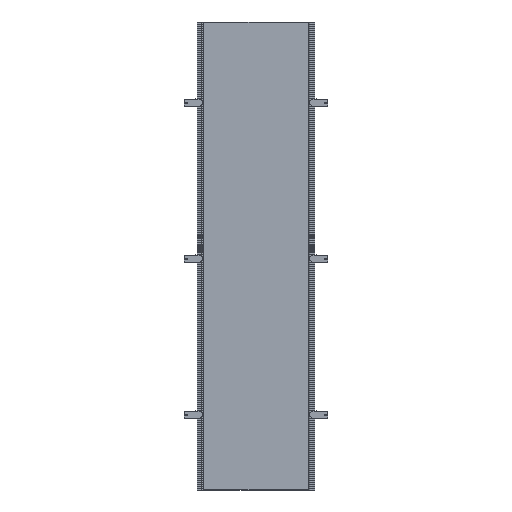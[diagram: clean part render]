
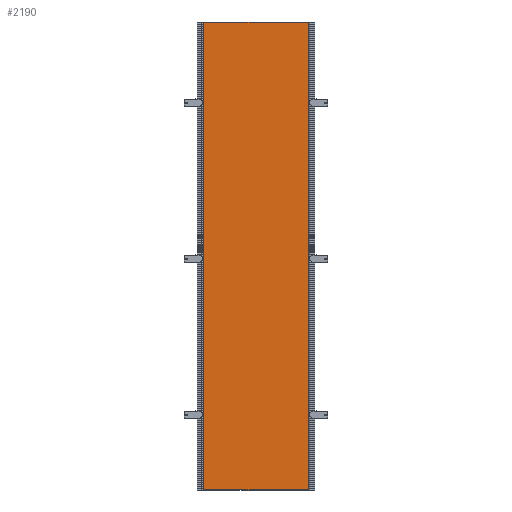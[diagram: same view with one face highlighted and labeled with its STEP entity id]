
A CAD part, front view. The second image highlights one B-rep face of the part: STEP entity #2190.
In plain terms, the highlighted face is planar.
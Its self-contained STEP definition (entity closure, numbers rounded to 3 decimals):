
#229 = DIRECTION ( 'NONE',  ( 1., 0., 0. ) ) ;
#307 = LINE ( 'NONE', #7746, #2326 ) ;
#386 = LINE ( 'NONE', #5002, #8461 ) ;
#498 = CARTESIAN_POINT ( 'NONE',  ( -267.5, 0., 0. ) ) ;
#786 = VERTEX_POINT ( 'NONE', #997 ) ;
#997 = CARTESIAN_POINT ( 'NONE',  ( 267.5, 0., 0. ) ) ;
#1135 = AXIS2_PLACEMENT_3D ( 'NONE', #6286, #6351, #6389 ) ;
#1516 = EDGE_LOOP ( 'NONE', ( #5294, #6035, #3414, #1633 ) ) ;
#1618 = EDGE_CURVE ( 'NONE', #5853, #3687, #307, .T. ) ;
#1633 = ORIENTED_EDGE ( 'NONE', *, *, #1618, .T. ) ;
#1740 = EDGE_CURVE ( 'NONE', #3687, #2961, #386, .T. ) ;
#2190 = ADVANCED_FACE ( 'NONE', ( #3813 ), #6194, .T. ) ;
#2326 = VECTOR ( 'NONE', #8105, 1000. ) ;
#2961 = VERTEX_POINT ( 'NONE', #8236 ) ;
#3099 = LINE ( 'NONE', #7728, #5042 ) ;
#3414 = ORIENTED_EDGE ( 'NONE', *, *, #7230, .F. ) ;
#3687 = VERTEX_POINT ( 'NONE', #8663 ) ;
#3813 = FACE_OUTER_BOUND ( 'NONE', #1516, .T. ) ;
#5002 = CARTESIAN_POINT ( 'NONE',  ( -270.5, 0., -2399. ) ) ;
#5042 = VECTOR ( 'NONE', #7786, 1000. ) ;
#5294 = ORIENTED_EDGE ( 'NONE', *, *, #1740, .T. ) ;
#5810 = LINE ( 'NONE', #7130, #6011 ) ;
#5853 = VERTEX_POINT ( 'NONE', #498 ) ;
#6011 = VECTOR ( 'NONE', #6731, 1000. ) ;
#6035 = ORIENTED_EDGE ( 'NONE', *, *, #7110, .T. ) ;
#6194 = PLANE ( 'NONE',  #1135 ) ;
#6286 = CARTESIAN_POINT ( 'NONE',  ( -270.5, 0., -2399. ) ) ;
#6351 = DIRECTION ( 'NONE',  ( 0., -1., 0. ) ) ;
#6389 = DIRECTION ( 'NONE',  ( 0., 0., -1. ) ) ;
#6731 = DIRECTION ( 'NONE',  ( 0., 0., 1. ) ) ;
#7110 = EDGE_CURVE ( 'NONE', #2961, #786, #5810, .T. ) ;
#7130 = CARTESIAN_POINT ( 'NONE',  ( 267.5, 0., 0. ) ) ;
#7230 = EDGE_CURVE ( 'NONE', #5853, #786, #3099, .T. ) ;
#7728 = CARTESIAN_POINT ( 'NONE',  ( -270.5, 0., 0. ) ) ;
#7746 = CARTESIAN_POINT ( 'NONE',  ( -267.5, 0., -2399. ) ) ;
#7786 = DIRECTION ( 'NONE',  ( 1., 0., 0. ) ) ;
#8105 = DIRECTION ( 'NONE',  ( 0., 0., -1. ) ) ;
#8236 = CARTESIAN_POINT ( 'NONE',  ( 267.5, 0., -2399. ) ) ;
#8461 = VECTOR ( 'NONE', #229, 1000. ) ;
#8663 = CARTESIAN_POINT ( 'NONE',  ( -267.5, 0., -2399. ) ) ;
